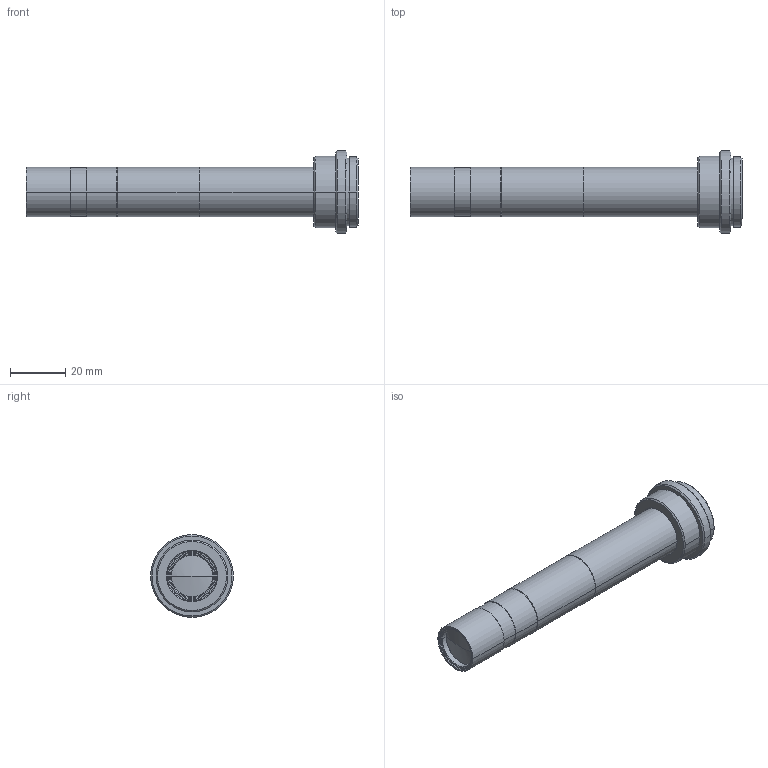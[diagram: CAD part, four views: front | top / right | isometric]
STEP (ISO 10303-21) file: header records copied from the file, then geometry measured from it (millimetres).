
FILE_DESCRIPTION (( 'STEP AP214' ), '1' );
FILE_NAME ('HR-1M-71 3D-Data.STEP', '2017-02-01T02:49:43', ( '' ), ( '' ), 'SwSTEP 2.0', 'SolidWorks 2016', '' );
FILE_SCHEMA (( 'AUTOMOTIVE_DESIGN' ));
Length unit declared in the file: millimetre
Products named in the file (2): HR-1M-71 3D-Data
Bounding box: 120.4 x 30 x 30 mm (x, y, z)
Volume: 33311.9 mm3; surface area: 9343.8 mm2
Topology: 1 solids, 1 shells, 67 faces, 132 edges, 79 vertices
Faces by surface type: cone 26, cylinder 26, plane 13, sphere 2
Entity records: 2516 total; most frequent: DIRECTION 350, CARTESIAN_POINT 280, ORIENTED_EDGE 264, AXIS2_PLACEMENT_3D 149, EDGE_CURVE 132, CIRCLE 80, EDGE_LOOP 79, VERTEX_POINT 79
